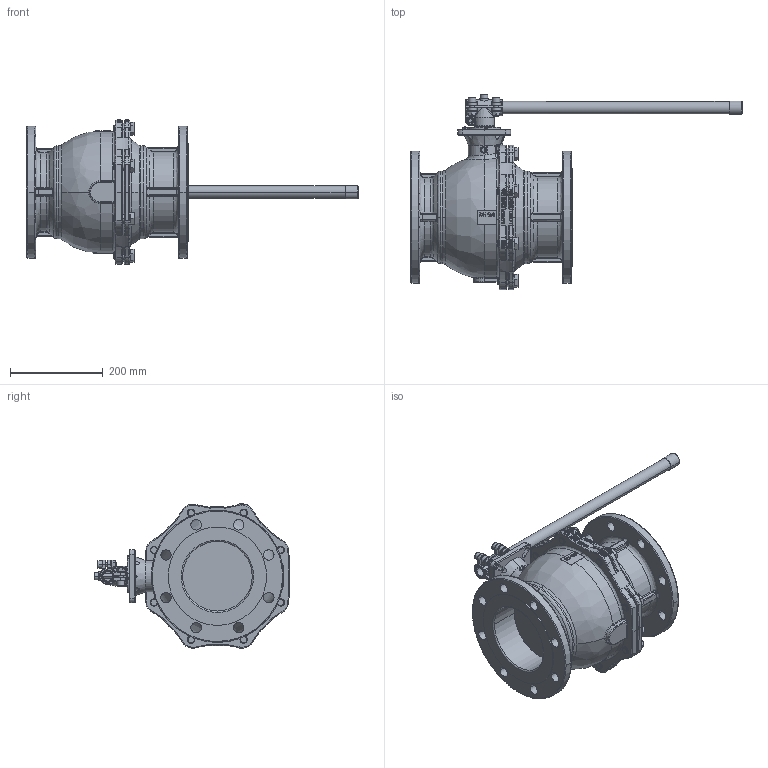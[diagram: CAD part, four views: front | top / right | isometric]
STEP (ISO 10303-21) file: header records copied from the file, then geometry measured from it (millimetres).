
FILE_DESCRIPTION (( 'STEP AP214' ), '1' );
FILE_NAME ('FK05_DN150.STEP', '2022-08-17T12:35:14', ( '' ), ( '' ), 'SwSTEP 2.0', 'SolidWorks 2021', '' );
FILE_SCHEMA (( 'AUTOMOTIVE_DESIGN' ));
Length unit declared in the file: metre
Products named in the file (3): ENG-069070_2; FK05_DN150; ENG-069070
Assembly tree (2 placements, depth 2):
  FK05_DN150
    ENG-069070_2
    ENG-069070
Bounding box: 716 x 421.6 x 311.43 mm (x, y, z)
Volume: 13060838.2 mm3; surface area: 808704.6 mm2
Topology: 2 solids, 3 shells, 1796 faces, 4708 edges, 2937 vertices
Faces by surface type: bspline 590, plane 542, cylinder 493, cone 169, torus 2
Entity records: 102274 total; most frequent: CARTESIAN_POINT 42296, ORIENTED_EDGE 9320, DIRECTION 6990, EDGE_CURVE 4660, VERTEX_POINT 2937, AXIS2_PLACEMENT_3D 2625, EDGE_LOOP 1963, UNCERTAINTY_MEASURE_WITH_UNIT 1803
